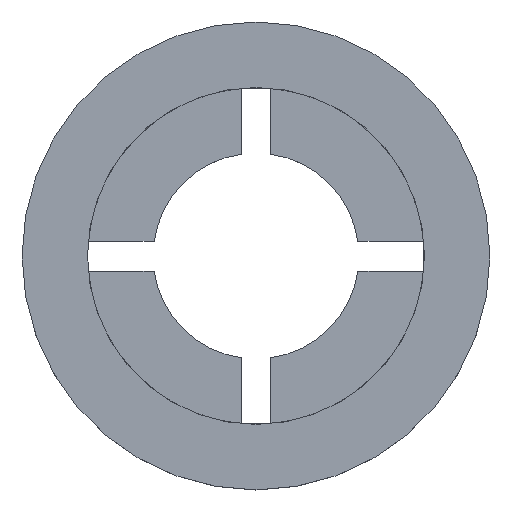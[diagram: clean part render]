
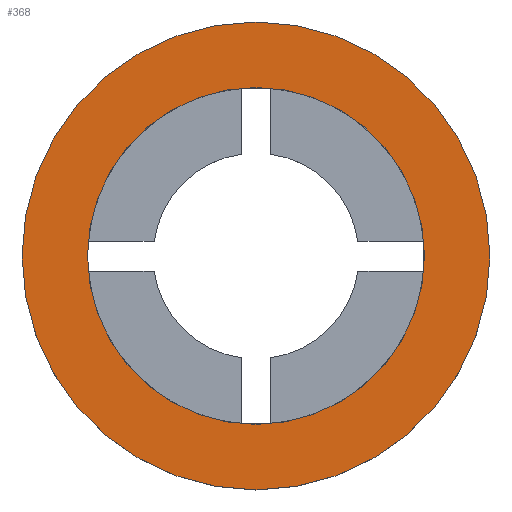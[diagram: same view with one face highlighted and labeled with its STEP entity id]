
A CAD part, top view. The second image highlights one B-rep face of the part: STEP entity #368.
In plain terms, the highlighted planar face has unit normal (0, 0, 1).
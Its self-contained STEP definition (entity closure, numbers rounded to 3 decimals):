
#16=FACE_BOUND('',#56,.T.);
#18=PLANE('',#427);
#34=FACE_OUTER_BOUND('',#55,.T.);
#55=EDGE_LOOP('',(#293));
#56=EDGE_LOOP('',(#294));
#141=CIRCLE('',#409,4.5);
#152=CIRCLE('',#421,6.25);
#161=VERTEX_POINT('',#566);
#180=VERTEX_POINT('',#606);
#197=EDGE_CURVE('',#161,#161,#141,.T.);
#218=EDGE_CURVE('',#180,#180,#152,.T.);
#293=ORIENTED_EDGE('',*,*,#218,.T.);
#294=ORIENTED_EDGE('',*,*,#197,.T.);
#368=ADVANCED_FACE('',(#34,#16),#18,.T.);
#409=AXIS2_PLACEMENT_3D('',#567,#452,#453);
#421=AXIS2_PLACEMENT_3D('',#608,#486,#487);
#427=AXIS2_PLACEMENT_3D('',#630,#506,#507);
#452=DIRECTION('center_axis',(0.,0.,-1.));
#453=DIRECTION('ref_axis',(1.,0.,0.));
#486=DIRECTION('center_axis',(0.,0.,1.));
#487=DIRECTION('ref_axis',(1.,0.,0.));
#506=DIRECTION('center_axis',(0.,0.,1.));
#507=DIRECTION('ref_axis',(1.,0.,0.));
#566=CARTESIAN_POINT('',(-4.5,0.,1.5));
#567=CARTESIAN_POINT('Origin',(0.,0.,1.5));
#606=CARTESIAN_POINT('',(-6.25,0.,1.5));
#608=CARTESIAN_POINT('Origin',(0.,0.,1.5));
#630=CARTESIAN_POINT('Origin',(0.,0.,1.5));
